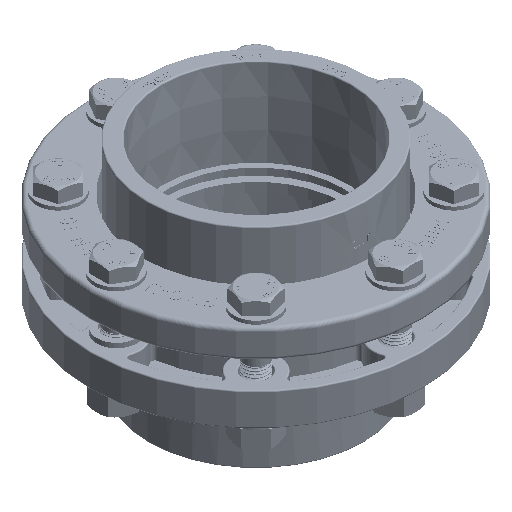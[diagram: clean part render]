
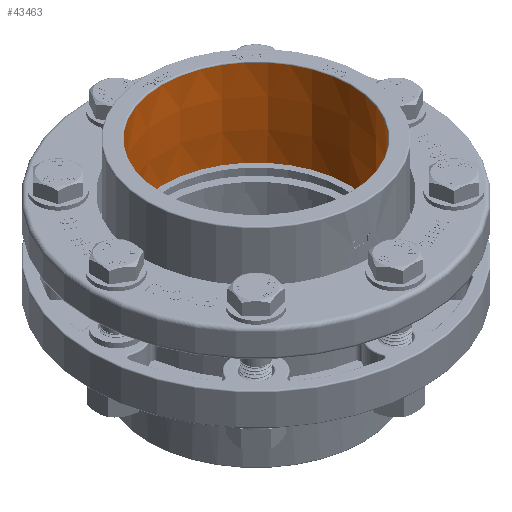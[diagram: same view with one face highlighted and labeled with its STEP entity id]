
A CAD part, isometric view. The second image highlights one B-rep face of the part: STEP entity #43463.
In plain terms, the highlighted conical face has half-angle 0.42 degrees and reference radius 79.9 mm.
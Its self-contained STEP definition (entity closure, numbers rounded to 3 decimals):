
#744=CONICAL_SURFACE('',#46457,79.9,0.007);
#6322=LINE('',#82216,#10775);
#10775=VECTOR('',#56233,79.9);
#13327=FACE_OUTER_BOUND('',#15836,.T.);
#15836=EDGE_LOOP('',(#38986,#38987,#38988,#38989));
#16841=CIRCLE('',#46456,79.9);
#16842=CIRCLE('',#46458,80.443);
#20813=VERTEX_POINT('',#82212);
#20814=VERTEX_POINT('',#82215);
#26932=EDGE_CURVE('',#20813,#20813,#16841,.T.);
#26933=EDGE_CURVE('',#20813,#20814,#6322,.T.);
#26934=EDGE_CURVE('',#20814,#20814,#16842,.T.);
#38986=ORIENTED_EDGE('',*,*,#26932,.T.);
#38987=ORIENTED_EDGE('',*,*,#26933,.T.);
#38988=ORIENTED_EDGE('',*,*,#26934,.T.);
#38989=ORIENTED_EDGE('',*,*,#26933,.F.);
#43463=ADVANCED_FACE('',(#13327),#744,.F.);
#46456=AXIS2_PLACEMENT_3D('',#82213,#56229,#56230);
#46457=AXIS2_PLACEMENT_3D('',#82214,#56231,#56232);
#46458=AXIS2_PLACEMENT_3D('',#82217,#56234,#56235);
#56229=DIRECTION('center_axis',(0.,0.,-1.));
#56230=DIRECTION('ref_axis',(1.,0.,0.));
#56231=DIRECTION('center_axis',(0.,0.,1.));
#56232=DIRECTION('ref_axis',(1.,0.,0.));
#56233=DIRECTION('',(-0.007,0.,1.));
#56234=DIRECTION('center_axis',(0.,0.,1.));
#56235=DIRECTION('ref_axis',(-1.,0.,0.));
#82212=CARTESIAN_POINT('',(-79.9,0.,4.7));
#82213=CARTESIAN_POINT('Origin',(0.,0.,4.7));
#82214=CARTESIAN_POINT('Origin',(0.,0.,4.7));
#82215=CARTESIAN_POINT('',(-80.443,0.,78.707));
#82216=CARTESIAN_POINT('',(-79.9,0.,4.7));
#82217=CARTESIAN_POINT('Origin',(0.,0.,78.707));
